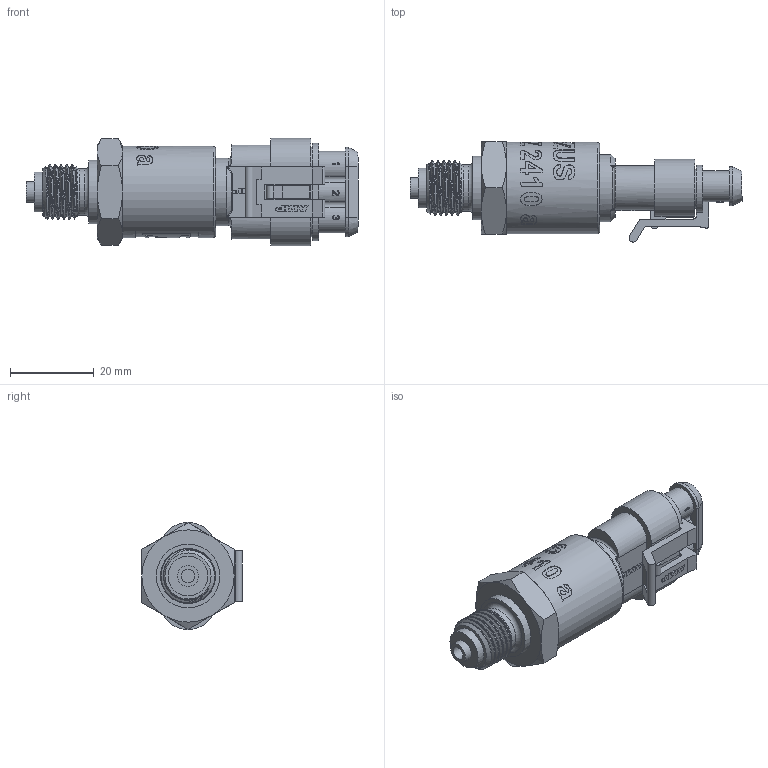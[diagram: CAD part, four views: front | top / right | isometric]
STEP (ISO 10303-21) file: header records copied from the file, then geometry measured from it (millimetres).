
FILE_DESCRIPTION(/* description */ (''),/* implementation_level */ '2;1');
FILE_NAME(/* name */ 'APZ2410a_G1''4EN_AMP.step',/* time_stamp */ '2021-07-15T12:00:50+03:00',/* author */ (''),/* organization */ (''),/* preprocessor_version */ 'ST-DEVELOPER v18.1',/* originating_system */ 'Autodesk Translation Framework v10.9.0.1377',/* authorisation */ '');
FILE_SCHEMA (('AUTOMOTIVE_DESIGN { 1 0 10303 214 3 1 1 }'));
Products named in the file (4): АПЗ 2410 a - filled (not 100% correct
); G1/4 EN; Superseal female v3; Superseal male v3
Assembly tree (3 placements, depth 2):
  АПЗ 2410 a - filled (not 100% correct
)
    G1/4 EN
    Superseal female v3
    Superseal male v3
Bounding box: 79.19 x 23.91 x 25.6 mm (x, y, z)
Volume: 20367.2 mm3; surface area: 14306.7 mm2
Topology: 12 solids, 12 shells, 1369 faces, 3654 edges, 2380 vertices
Faces by surface type: plane 683, bspline 316, cylinder 256, torus 82, cone 32
Full cylindrical faces by diameter (mm): 1 x3, 3.3 x1, 3.4 x6, 3.9 x3, 4.4 x6, 5 x1, 5.5 x3, 5.9 x3, 9.5 x1, 11 x1, 11.445 x5, 15.2 x1, 16 x1, 18.25 x1, 19 x1, 20.85 x1, 21.2 x1, 21.8 x1
Entity records: 54112 total; most frequent: CARTESIAN_POINT 21614, ORIENTED_EDGE 7308, DIRECTION 5745, EDGE_CURVE 3654, VERTEX_POINT 2380, LINE 2131, VECTOR 2131, AXIS2_PLACEMENT_3D 1807
